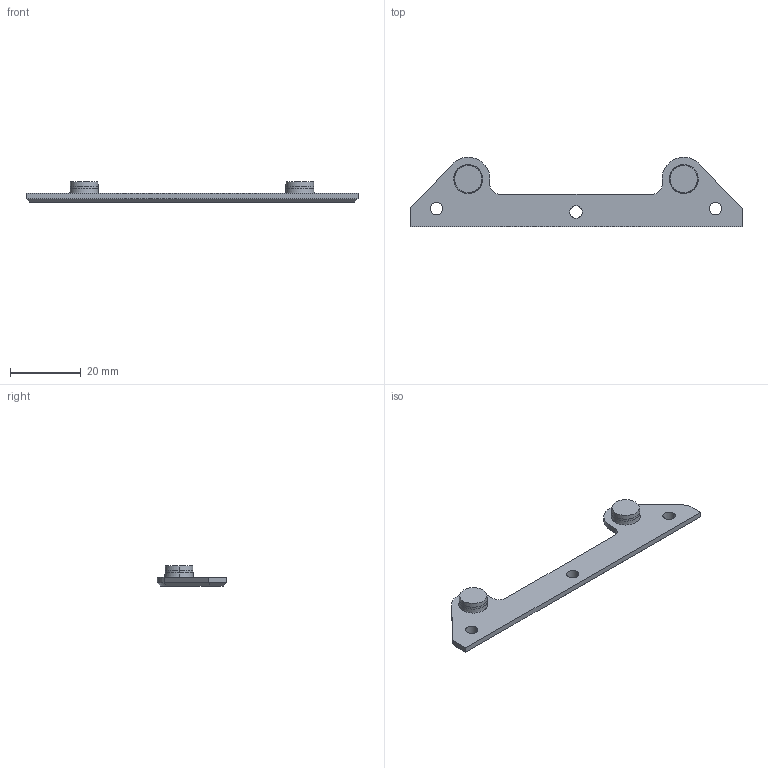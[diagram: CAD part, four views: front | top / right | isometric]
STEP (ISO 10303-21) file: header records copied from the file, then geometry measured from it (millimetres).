
FILE_DESCRIPTION (( 'STEP AP214' ), '1' );
FILE_NAME ('MicroBeta_Yend.STEP', '2021-08-27T03:21:36', ( '' ), ( '' ), 'SwSTEP 2.0', 'SolidWorks 2021', '' );
FILE_SCHEMA (( 'AUTOMOTIVE_DESIGN' ));
Length unit declared in the file: inch
Products named in the file (1): MicroBeta_Yend
Bounding box: 93.87 x 19.62 x 5.71 mm (x, y, z)
Volume: 2967.8 mm3; surface area: 2846.6 mm2
Topology: 1 solids, 1 shells, 46 faces, 106 edges, 64 vertices
Faces by surface type: plane 20, cone 12, cylinder 10, bspline 4
Entity records: 1646 total; most frequent: CARTESIAN_POINT 573, ORIENTED_EDGE 212, DIRECTION 212, EDGE_CURVE 106, AXIS2_PLACEMENT_3D 75, VERTEX_POINT 64, VECTOR 62, LINE 62
